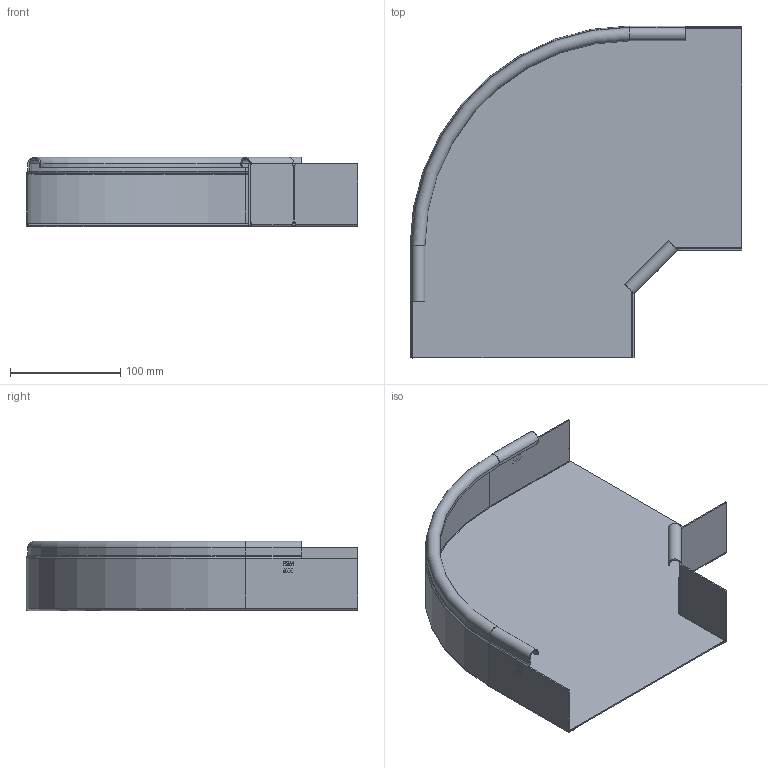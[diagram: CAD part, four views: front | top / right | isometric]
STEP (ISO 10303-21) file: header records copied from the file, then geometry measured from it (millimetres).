
FILE_DESCRIPTION((''),'2;1');
FILE_NAME('6041134_ASM','2012-09-12T',('AndreasKeweloh'),(''),'PRO/ENGINEER BY PARAMETRIC TECHNOLOGY CORPORATION, 2012230','PRO/ENGINEER BY PARAMETRIC TECHNOLOGY CORPORATION, 2012230','');
FILE_SCHEMA(('CONFIG_CONTROL_DESIGN'));
Length unit declared in the file: millimetre
Products named in the file (4): 6041134_INNENHOLM60; 6041134_BODENBLECH_200; 6041134_AUSSENHOLM_620; 6041134_ASM
Assembly tree (3 placements, depth 2):
  6041134_ASM
    6041134_INNENHOLM60
    6041134_BODENBLECH_200
    6041134_AUSSENHOLM_620
Bounding box: 301.35 x 301.35 x 63 mm (x, y, z)
Volume: 159773.3 mm3; surface area: 259251.8 mm2
Topology: 3 solids, 3 shells, 349 faces, 875 edges, 556 vertices
Faces by surface type: plane 225, cylinder 56, extrusion 52, bspline 8, torus 8
Entity records: 13026 total; most frequent: CARTESIAN_POINT 4758, ORIENTED_EDGE 1750, DIRECTION 1515, EDGE_CURVE 875, VECTOR 695, LINE 643, VERTEX_POINT 556, AXIS2_PLACEMENT_3D 410
